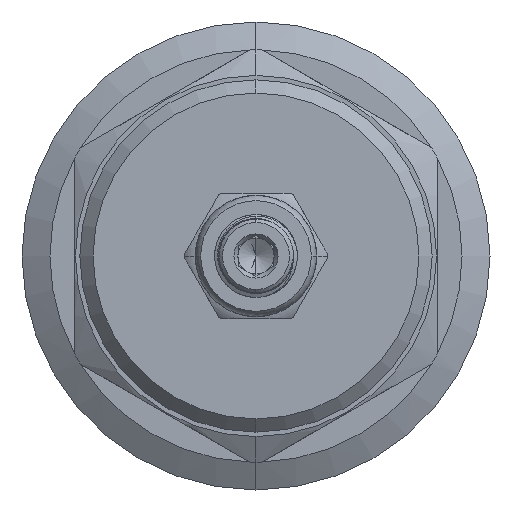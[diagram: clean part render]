
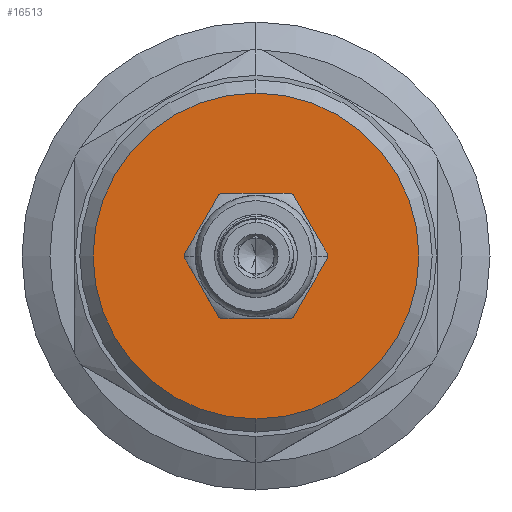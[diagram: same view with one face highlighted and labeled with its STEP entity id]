
A CAD part, left-side view. The second image highlights one B-rep face of the part: STEP entity #16513.
In plain terms, the highlighted planar face has unit normal (-1, 0, 0).
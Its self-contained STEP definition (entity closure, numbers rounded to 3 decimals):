
#44 = CARTESIAN_POINT ( 'NONE',  ( -44.5, 0., 0. ) ) ;
#45 = DIRECTION ( 'NONE',  ( 1., 0., 0. ) ) ;
#46 = DIRECTION ( 'NONE',  ( 0., -1., 0. ) ) ;
#685 = CARTESIAN_POINT ( 'NONE',  ( -44.5, 6.875, 0. ) ) ;
#981 = CIRCLE ( 'NONE', #15908, 6.875 ) ;
#2156 = CARTESIAN_POINT ( 'NONE',  ( -44.5, 0., 0. ) ) ;
#2157 = DIRECTION ( 'NONE',  ( 1., 0., 0. ) ) ;
#2158 = DIRECTION ( 'NONE',  ( 0., -1., 0. ) ) ;
#2858 = CARTESIAN_POINT ( 'NONE',  ( -44.5, 0., 0. ) ) ;
#2859 = DIRECTION ( 'NONE',  ( -1., 0., 0. ) ) ;
#2860 = DIRECTION ( 'NONE',  ( 0., 0., 1. ) ) ;
#3123 = CIRCLE ( 'NONE', #19001, 18.5 ) ;
#5148 = ORIENTED_EDGE ( 'NONE', *, *, #9972, .T. ) ;
#5149 = ORIENTED_EDGE ( 'NONE', *, *, #17767, .T. ) ;
#5268 = VERTEX_POINT ( 'NONE', #685 ) ;
#7585 = EDGE_LOOP ( 'NONE', ( #7839, #7847 ) ) ;
#7590 = EDGE_LOOP ( 'NONE', ( #5149, #5148 ) ) ;
#7839 = ORIENTED_EDGE ( 'NONE', *, *, #17514, .T. ) ;
#7847 = ORIENTED_EDGE ( 'NONE', *, *, #10440, .T. ) ;
#9972 = EDGE_CURVE ( 'NONE', #18443, #5268, #14616, .T. ) ;
#10440 = EDGE_CURVE ( 'NONE', #14468, #14465, #3123, .T. ) ;
#11142 = CARTESIAN_POINT ( 'NONE',  ( -44.5, 0., 0. ) ) ;
#11146 = PLANE ( 'NONE',  #16141 ) ;
#11151 = DIRECTION ( 'NONE',  ( -1., 0., 0. ) ) ;
#11152 = DIRECTION ( 'NONE',  ( 0., 0., 1. ) ) ;
#11593 = CARTESIAN_POINT ( 'NONE',  ( -44.5, 0., 0. ) ) ;
#11594 = DIRECTION ( 'NONE',  ( -1., 0., 0. ) ) ;
#11595 = DIRECTION ( 'NONE',  ( 0., 0., 1. ) ) ;
#13371 = CARTESIAN_POINT ( 'NONE',  ( -44.5, 0., -18.5 ) ) ;
#13372 = CARTESIAN_POINT ( 'NONE',  ( -44.5, 0., 18.5 ) ) ;
#14465 = VERTEX_POINT ( 'NONE', #13371 ) ;
#14468 = VERTEX_POINT ( 'NONE', #13372 ) ;
#14616 = CIRCLE ( 'NONE', #17460, 6.875 ) ;
#15871 = AXIS2_PLACEMENT_3D ( 'NONE', #11593, #11594, #11595 ) ;
#15908 = AXIS2_PLACEMENT_3D ( 'NONE', #2156, #2157, #2158 ) ;
#16141 = AXIS2_PLACEMENT_3D ( 'NONE', #11142, #11151, #11152 ) ;
#16513 = ADVANCED_FACE ( 'NONE', ( #17910, #17913 ), #11146, .T. ) ;
#16789 = CARTESIAN_POINT ( 'NONE',  ( -44.5, -6.875, 0. ) ) ;
#17460 = AXIS2_PLACEMENT_3D ( 'NONE', #44, #45, #46 ) ;
#17514 = EDGE_CURVE ( 'NONE', #14465, #14468, #17994, .T. ) ;
#17767 = EDGE_CURVE ( 'NONE', #5268, #18443, #981, .T. ) ;
#17910 = FACE_BOUND ( 'NONE', #7590, .T. ) ;
#17913 = FACE_OUTER_BOUND ( 'NONE', #7585, .T. ) ;
#17994 = CIRCLE ( 'NONE', #15871, 18.5 ) ;
#18443 = VERTEX_POINT ( 'NONE', #16789 ) ;
#19001 = AXIS2_PLACEMENT_3D ( 'NONE', #2858, #2859, #2860 ) ;
